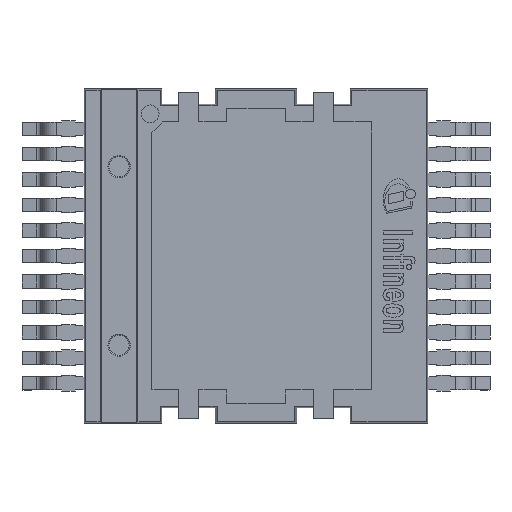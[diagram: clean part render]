
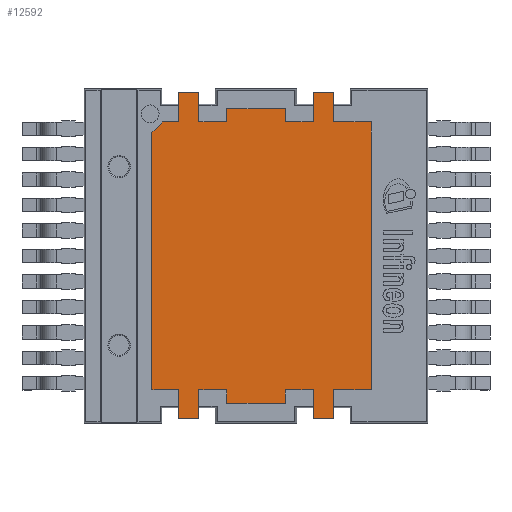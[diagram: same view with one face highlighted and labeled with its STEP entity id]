
A CAD part, top view. The second image highlights one B-rep face of the part: STEP entity #12592.
In plain terms, the highlighted planar face has unit normal (0, 0, 1).
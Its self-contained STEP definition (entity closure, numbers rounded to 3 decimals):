
#539=FACE_OUTER_BOUND('',#1249,.T.);
#1249=EDGE_LOOP('',(#8366,#8367,#8368,#8369,#8370,#8371,#8372,#8373,#8374,
#8375,#8376,#8377,#8378,#8379,#8380,#8381,#8382,#8383,#8384,#8385,#8386,
#8387,#8388,#8389,#8390,#8391,#8392,#8393,#8394));
#1943=LINE('',#17699,#3542);
#1947=LINE('',#17706,#3546);
#1950=LINE('',#17712,#3549);
#1953=LINE('',#17718,#3552);
#1956=LINE('',#17724,#3555);
#1959=LINE('',#17730,#3558);
#1962=LINE('',#17736,#3561);
#1965=LINE('',#17742,#3564);
#1968=LINE('',#17748,#3567);
#1971=LINE('',#17754,#3570);
#1974=LINE('',#17760,#3573);
#1977=LINE('',#17766,#3576);
#1980=LINE('',#17772,#3579);
#1983=LINE('',#17778,#3582);
#1986=LINE('',#17784,#3585);
#1989=LINE('',#17790,#3588);
#1992=LINE('',#17796,#3591);
#1995=LINE('',#17802,#3594);
#1998=LINE('',#17808,#3597);
#2001=LINE('',#17814,#3600);
#2004=LINE('',#17820,#3603);
#2007=LINE('',#17826,#3606);
#2010=LINE('',#17832,#3609);
#2013=LINE('',#17838,#3612);
#2016=LINE('',#17844,#3615);
#2019=LINE('',#17850,#3618);
#2022=LINE('',#17856,#3621);
#2025=LINE('',#17862,#3624);
#2027=LINE('',#17865,#3626);
#3542=VECTOR('',#14244,1000.);
#3546=VECTOR('',#14250,1000.);
#3549=VECTOR('',#14255,1000.);
#3552=VECTOR('',#14260,1000.);
#3555=VECTOR('',#14265,1000.);
#3558=VECTOR('',#14270,1000.);
#3561=VECTOR('',#14275,1000.);
#3564=VECTOR('',#14280,1000.);
#3567=VECTOR('',#14285,1000.);
#3570=VECTOR('',#14290,1000.);
#3573=VECTOR('',#14295,1000.);
#3576=VECTOR('',#14300,1000.);
#3579=VECTOR('',#14305,1000.);
#3582=VECTOR('',#14310,1000.);
#3585=VECTOR('',#14315,1000.);
#3588=VECTOR('',#14320,1000.);
#3591=VECTOR('',#14325,1000.);
#3594=VECTOR('',#14330,1000.);
#3597=VECTOR('',#14335,1000.);
#3600=VECTOR('',#14340,1000.);
#3603=VECTOR('',#14345,1000.);
#3606=VECTOR('',#14350,1000.);
#3609=VECTOR('',#14355,1000.);
#3612=VECTOR('',#14360,1000.);
#3615=VECTOR('',#14365,1000.);
#3618=VECTOR('',#14370,1000.);
#3621=VECTOR('',#14375,1000.);
#3624=VECTOR('',#14380,1000.);
#3626=VECTOR('',#14384,1000.);
#5141=VERTEX_POINT('',#17696);
#5142=VERTEX_POINT('',#17698);
#5144=VERTEX_POINT('',#17704);
#5146=VERTEX_POINT('',#17710);
#5148=VERTEX_POINT('',#17716);
#5150=VERTEX_POINT('',#17722);
#5152=VERTEX_POINT('',#17728);
#5154=VERTEX_POINT('',#17734);
#5156=VERTEX_POINT('',#17740);
#5158=VERTEX_POINT('',#17746);
#5160=VERTEX_POINT('',#17752);
#5162=VERTEX_POINT('',#17758);
#5164=VERTEX_POINT('',#17764);
#5166=VERTEX_POINT('',#17770);
#5168=VERTEX_POINT('',#17776);
#5170=VERTEX_POINT('',#17782);
#5172=VERTEX_POINT('',#17788);
#5174=VERTEX_POINT('',#17794);
#5176=VERTEX_POINT('',#17800);
#5178=VERTEX_POINT('',#17806);
#5180=VERTEX_POINT('',#17812);
#5182=VERTEX_POINT('',#17818);
#5184=VERTEX_POINT('',#17824);
#5186=VERTEX_POINT('',#17830);
#5188=VERTEX_POINT('',#17836);
#5190=VERTEX_POINT('',#17842);
#5192=VERTEX_POINT('',#17848);
#5194=VERTEX_POINT('',#17854);
#5196=VERTEX_POINT('',#17860);
#6383=EDGE_CURVE('',#5142,#5141,#1943,.T.);
#6387=EDGE_CURVE('',#5141,#5144,#1947,.T.);
#6390=EDGE_CURVE('',#5144,#5146,#1950,.T.);
#6393=EDGE_CURVE('',#5146,#5148,#1953,.T.);
#6396=EDGE_CURVE('',#5148,#5150,#1956,.T.);
#6399=EDGE_CURVE('',#5150,#5152,#1959,.T.);
#6402=EDGE_CURVE('',#5152,#5154,#1962,.T.);
#6405=EDGE_CURVE('',#5154,#5156,#1965,.T.);
#6408=EDGE_CURVE('',#5156,#5158,#1968,.T.);
#6411=EDGE_CURVE('',#5158,#5160,#1971,.T.);
#6414=EDGE_CURVE('',#5160,#5162,#1974,.T.);
#6417=EDGE_CURVE('',#5162,#5164,#1977,.T.);
#6420=EDGE_CURVE('',#5164,#5166,#1980,.T.);
#6423=EDGE_CURVE('',#5166,#5168,#1983,.T.);
#6426=EDGE_CURVE('',#5168,#5170,#1986,.T.);
#6429=EDGE_CURVE('',#5170,#5172,#1989,.T.);
#6432=EDGE_CURVE('',#5172,#5174,#1992,.T.);
#6435=EDGE_CURVE('',#5174,#5176,#1995,.T.);
#6438=EDGE_CURVE('',#5176,#5178,#1998,.T.);
#6441=EDGE_CURVE('',#5178,#5180,#2001,.T.);
#6444=EDGE_CURVE('',#5180,#5182,#2004,.T.);
#6447=EDGE_CURVE('',#5182,#5184,#2007,.T.);
#6450=EDGE_CURVE('',#5184,#5186,#2010,.T.);
#6453=EDGE_CURVE('',#5186,#5188,#2013,.T.);
#6456=EDGE_CURVE('',#5188,#5190,#2016,.T.);
#6459=EDGE_CURVE('',#5190,#5192,#2019,.T.);
#6462=EDGE_CURVE('',#5192,#5194,#2022,.T.);
#6465=EDGE_CURVE('',#5194,#5196,#2025,.T.);
#6467=EDGE_CURVE('',#5196,#5142,#2027,.T.);
#8366=ORIENTED_EDGE('',*,*,#6383,.T.);
#8367=ORIENTED_EDGE('',*,*,#6387,.T.);
#8368=ORIENTED_EDGE('',*,*,#6390,.T.);
#8369=ORIENTED_EDGE('',*,*,#6393,.T.);
#8370=ORIENTED_EDGE('',*,*,#6396,.T.);
#8371=ORIENTED_EDGE('',*,*,#6399,.T.);
#8372=ORIENTED_EDGE('',*,*,#6402,.T.);
#8373=ORIENTED_EDGE('',*,*,#6405,.T.);
#8374=ORIENTED_EDGE('',*,*,#6408,.T.);
#8375=ORIENTED_EDGE('',*,*,#6411,.T.);
#8376=ORIENTED_EDGE('',*,*,#6414,.T.);
#8377=ORIENTED_EDGE('',*,*,#6417,.T.);
#8378=ORIENTED_EDGE('',*,*,#6420,.T.);
#8379=ORIENTED_EDGE('',*,*,#6423,.T.);
#8380=ORIENTED_EDGE('',*,*,#6426,.T.);
#8381=ORIENTED_EDGE('',*,*,#6429,.T.);
#8382=ORIENTED_EDGE('',*,*,#6432,.T.);
#8383=ORIENTED_EDGE('',*,*,#6435,.T.);
#8384=ORIENTED_EDGE('',*,*,#6438,.T.);
#8385=ORIENTED_EDGE('',*,*,#6441,.T.);
#8386=ORIENTED_EDGE('',*,*,#6444,.T.);
#8387=ORIENTED_EDGE('',*,*,#6447,.T.);
#8388=ORIENTED_EDGE('',*,*,#6450,.T.);
#8389=ORIENTED_EDGE('',*,*,#6453,.T.);
#8390=ORIENTED_EDGE('',*,*,#6456,.T.);
#8391=ORIENTED_EDGE('',*,*,#6459,.T.);
#8392=ORIENTED_EDGE('',*,*,#6462,.T.);
#8393=ORIENTED_EDGE('',*,*,#6465,.T.);
#8394=ORIENTED_EDGE('',*,*,#6467,.T.);
#12017=PLANE('',#13341);
#12592=ADVANCED_FACE('',(#539),#12017,.T.);
#13341=AXIS2_PLACEMENT_3D('',#17866,#14385,#14386);
#14244=DIRECTION('',(0.,-1.,0.));
#14250=DIRECTION('',(1.,0.,0.));
#14255=DIRECTION('',(0.,-1.,0.));
#14260=DIRECTION('',(1.,0.,0.));
#14265=DIRECTION('',(0.,1.,0.));
#14270=DIRECTION('',(1.,0.,0.));
#14275=DIRECTION('',(0.,-1.,0.));
#14280=DIRECTION('',(1.,0.,0.));
#14285=DIRECTION('',(0.,1.,0.));
#14290=DIRECTION('',(1.,0.,0.));
#14295=DIRECTION('',(0.,-1.,0.));
#14300=DIRECTION('',(1.,0.,0.));
#14305=DIRECTION('',(0.,1.,0.));
#14310=DIRECTION('',(1.,0.,0.));
#14315=DIRECTION('',(0.,1.,0.));
#14320=DIRECTION('',(-1.,0.,0.));
#14325=DIRECTION('',(0.,1.,0.));
#14330=DIRECTION('',(-1.,0.,0.));
#14335=DIRECTION('',(0.,-1.,0.));
#14340=DIRECTION('',(-1.,0.,0.));
#14345=DIRECTION('',(0.,1.,0.));
#14350=DIRECTION('',(-1.,0.,0.));
#14355=DIRECTION('',(0.,-1.,0.));
#14360=DIRECTION('',(-1.,0.,0.));
#14365=DIRECTION('',(0.,1.,0.));
#14370=DIRECTION('',(-1.,0.,0.));
#14375=DIRECTION('',(0.,-1.,0.));
#14380=DIRECTION('',(-1.,0.,0.));
#14384=DIRECTION('',(-0.707,-0.707,0.));
#14385=DIRECTION('center_axis',(0.,0.,1.));
#14386=DIRECTION('ref_axis',(0.,-1.,0.));
#17696=CARTESIAN_POINT('',(-4.66,-6.,2.47));
#17698=CARTESIAN_POINT('',(-4.66,5.53,2.47));
#17699=CARTESIAN_POINT('',(-4.66,5.53,2.47));
#17704=CARTESIAN_POINT('',(-3.46,-6.,2.47));
#17706=CARTESIAN_POINT('',(-4.66,-6.,2.47));
#17710=CARTESIAN_POINT('',(-3.46,-7.3,2.47));
#17712=CARTESIAN_POINT('',(-3.46,-6.,2.47));
#17716=CARTESIAN_POINT('',(-2.56,-7.3,2.47));
#17718=CARTESIAN_POINT('',(-3.46,-7.3,2.47));
#17722=CARTESIAN_POINT('',(-2.56,-6.,2.47));
#17724=CARTESIAN_POINT('',(-2.56,-7.3,2.47));
#17728=CARTESIAN_POINT('',(-1.31,-6.,2.47));
#17730=CARTESIAN_POINT('',(-2.56,-6.,2.47));
#17734=CARTESIAN_POINT('',(-1.31,-6.6,2.47));
#17736=CARTESIAN_POINT('',(-1.31,-6.,2.47));
#17740=CARTESIAN_POINT('',(1.32,-6.6,2.47));
#17742=CARTESIAN_POINT('',(-1.31,-6.6,2.47));
#17746=CARTESIAN_POINT('',(1.32,-6.,2.47));
#17748=CARTESIAN_POINT('',(1.32,-6.6,2.47));
#17752=CARTESIAN_POINT('',(2.57,-6.,2.47));
#17754=CARTESIAN_POINT('',(1.32,-6.,2.47));
#17758=CARTESIAN_POINT('',(2.57,-7.3,2.47));
#17760=CARTESIAN_POINT('',(2.57,-6.,2.47));
#17764=CARTESIAN_POINT('',(3.47,-7.3,2.47));
#17766=CARTESIAN_POINT('',(2.57,-7.3,2.47));
#17770=CARTESIAN_POINT('',(3.47,-6.,2.47));
#17772=CARTESIAN_POINT('',(3.47,-7.3,2.47));
#17776=CARTESIAN_POINT('',(5.17,-6.,2.47));
#17778=CARTESIAN_POINT('',(3.47,-6.,2.47));
#17782=CARTESIAN_POINT('',(5.17,6.,2.47));
#17784=CARTESIAN_POINT('',(5.17,-6.,2.47));
#17788=CARTESIAN_POINT('',(3.47,6.,2.47));
#17790=CARTESIAN_POINT('',(5.17,6.,2.47));
#17794=CARTESIAN_POINT('',(3.47,7.3,2.47));
#17796=CARTESIAN_POINT('',(3.47,6.,2.47));
#17800=CARTESIAN_POINT('',(2.57,7.3,2.47));
#17802=CARTESIAN_POINT('',(3.47,7.3,2.47));
#17806=CARTESIAN_POINT('',(2.57,6.,2.47));
#17808=CARTESIAN_POINT('',(2.57,7.3,2.47));
#17812=CARTESIAN_POINT('',(1.32,6.,2.47));
#17814=CARTESIAN_POINT('',(2.57,6.,2.47));
#17818=CARTESIAN_POINT('',(1.32,6.6,2.47));
#17820=CARTESIAN_POINT('',(1.32,6.,2.47));
#17824=CARTESIAN_POINT('',(-1.31,6.6,2.47));
#17826=CARTESIAN_POINT('',(1.32,6.6,2.47));
#17830=CARTESIAN_POINT('',(-1.31,6.,2.47));
#17832=CARTESIAN_POINT('',(-1.31,6.6,2.47));
#17836=CARTESIAN_POINT('',(-2.56,6.,2.47));
#17838=CARTESIAN_POINT('',(-1.31,6.,2.47));
#17842=CARTESIAN_POINT('',(-2.56,7.3,2.47));
#17844=CARTESIAN_POINT('',(-2.56,6.,2.47));
#17848=CARTESIAN_POINT('',(-3.46,7.3,2.47));
#17850=CARTESIAN_POINT('',(-2.56,7.3,2.47));
#17854=CARTESIAN_POINT('',(-3.46,6.,2.47));
#17856=CARTESIAN_POINT('',(-3.46,7.3,2.47));
#17860=CARTESIAN_POINT('',(-4.19,6.,2.47));
#17862=CARTESIAN_POINT('',(-3.46,6.,2.47));
#17865=CARTESIAN_POINT('',(-4.19,6.,2.47));
#17866=CARTESIAN_POINT('Origin',(0.01,0.,2.47));
